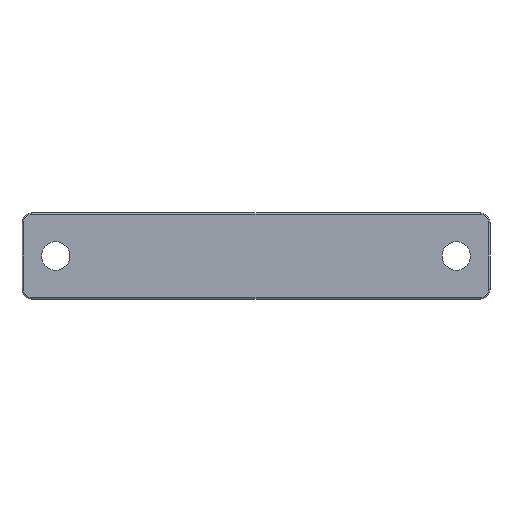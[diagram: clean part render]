
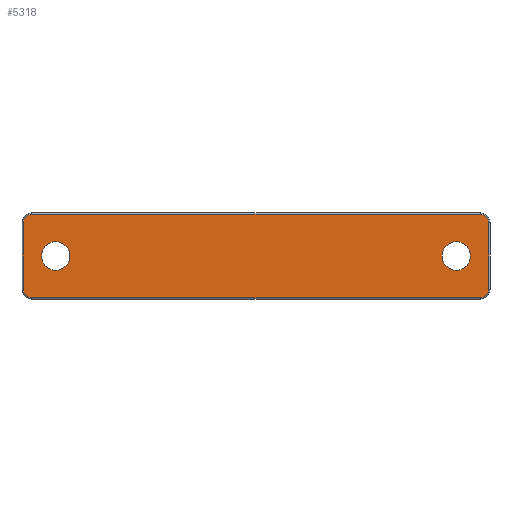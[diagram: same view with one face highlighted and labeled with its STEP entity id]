
A CAD part, front view. The second image highlights one B-rep face of the part: STEP entity #5318.
In plain terms, the highlighted planar face has unit normal (0, -1, 0).
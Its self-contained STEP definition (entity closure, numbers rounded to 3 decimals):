
#1101 = DIRECTION ( 'NONE',  ( 0., 1., 0. ) ) ;
#1142 = CIRCLE ( 'NONE', #1155, 2.15 ) ;
#1154 = DIRECTION ( 'NONE',  ( 0., 0., -1. ) ) ;
#1155 = AXIS2_PLACEMENT_3D ( 'NONE', #1166, #1101, #1154 ) ;
#1166 = CARTESIAN_POINT ( 'NONE',  ( 30.25, 0., 0. ) ) ;
#1221 = CIRCLE ( 'NONE', #1250, 2.15 ) ;
#1229 = CARTESIAN_POINT ( 'NONE',  ( 30.25, 0., 2.15 ) ) ;
#1231 = CARTESIAN_POINT ( 'NONE',  ( -30.25, 0., -2.15 ) ) ;
#1248 = DIRECTION ( 'NONE',  ( 0., 0., -1. ) ) ;
#1249 = DIRECTION ( 'NONE',  ( 0., 1., 0. ) ) ;
#1250 = AXIS2_PLACEMENT_3D ( 'NONE', #1329, #1249, #1248 ) ;
#1281 = CARTESIAN_POINT ( 'NONE',  ( -30.25, 0., 2.15 ) ) ;
#1329 = CARTESIAN_POINT ( 'NONE',  ( 30.25, 0., 0. ) ) ;
#1344 = DIRECTION ( 'NONE',  ( 0., 0., 1. ) ) ;
#1345 = AXIS2_PLACEMENT_3D ( 'NONE', #1350, #1374, #1344 ) ;
#1350 = CARTESIAN_POINT ( 'NONE',  ( -30.25, 0., 0. ) ) ;
#1352 = CARTESIAN_POINT ( 'NONE',  ( 30.25, 0., -2.15 ) ) ;
#1374 = DIRECTION ( 'NONE',  ( 0., 1., 0. ) ) ;
#1397 = CIRCLE ( 'NONE', #1345, 2.15 ) ;
#1475 = LINE ( 'NONE', #1500, #1499 ) ;
#1481 = DIRECTION ( 'NONE',  ( 0., 1., 0. ) ) ;
#1498 = DIRECTION ( 'NONE',  ( -1., 0., 0. ) ) ;
#1499 = VECTOR ( 'NONE', #1498, 1000. ) ;
#1500 = CARTESIAN_POINT ( 'NONE',  ( -33.85, 0., 6.3 ) ) ;
#1514 = AXIS2_PLACEMENT_3D ( 'NONE', #1569, #1481, #1561 ) ;
#1528 = CARTESIAN_POINT ( 'NONE',  ( -35.15, 0., 5. ) ) ;
#1547 = CIRCLE ( 'NONE', #1514, 2.15 ) ;
#1561 = DIRECTION ( 'NONE',  ( 0., 0., 1. ) ) ;
#1569 = CARTESIAN_POINT ( 'NONE',  ( -30.25, 0., 0. ) ) ;
#1579 = CARTESIAN_POINT ( 'NONE',  ( 33.85, 0., 6.3 ) ) ;
#1580 = CARTESIAN_POINT ( 'NONE',  ( 33.85, 0., -6.3 ) ) ;
#1582 = CARTESIAN_POINT ( 'NONE',  ( -33.85, 0., -6.3 ) ) ;
#1602 = DIRECTION ( 'NONE',  ( 0., 0., -1. ) ) ;
#1603 = DIRECTION ( 'NONE',  ( 0., -1., 0. ) ) ;
#1604 = CARTESIAN_POINT ( 'NONE',  ( 33.85, 0., -5. ) ) ;
#1605 = AXIS2_PLACEMENT_3D ( 'NONE', #1604, #1603, #1602 ) ;
#1650 = CARTESIAN_POINT ( 'NONE',  ( -33.85, 0., 6.3 ) ) ;
#1656 = CARTESIAN_POINT ( 'NONE',  ( -35.15, 0., -5. ) ) ;
#1670 = CARTESIAN_POINT ( 'NONE',  ( 35.15, 0., 5. ) ) ;
#1677 = CIRCLE ( 'NONE', #1605, 1.3 ) ;
#1690 = CARTESIAN_POINT ( 'NONE',  ( 35.15, 0., -5. ) ) ;
#1691 = DIRECTION ( 'NONE',  ( 0., 0., -1. ) ) ;
#1723 = PLANE ( 'NONE',  #1737 ) ;
#1724 = LINE ( 'NONE', #1740, #1739 ) ;
#1725 = CARTESIAN_POINT ( 'NONE',  ( 35.35, 0., -6.5 ) ) ;
#1726 = DIRECTION ( 'NONE',  ( 0., 0., 1. ) ) ;
#1727 = VECTOR ( 'NONE', #1726, 1000. ) ;
#1728 = CARTESIAN_POINT ( 'NONE',  ( 35.15, 0., 5. ) ) ;
#1729 = LINE ( 'NONE', #1728, #1727 ) ;
#1730 = CARTESIAN_POINT ( 'NONE',  ( -33.85, 0., 5. ) ) ;
#1735 = FACE_BOUND ( 'NONE', #5297, .T. ) ;
#1737 = AXIS2_PLACEMENT_3D ( 'NONE', #1725, #1761, #1760 ) ;
#1738 = DIRECTION ( 'NONE',  ( 0., 0., -1. ) ) ;
#1739 = VECTOR ( 'NONE', #1738, 1000. ) ;
#1740 = CARTESIAN_POINT ( 'NONE',  ( -35.15, 0., -5. ) ) ;
#1741 = FACE_BOUND ( 'NONE', #5293, .T. ) ;
#1742 = CIRCLE ( 'NONE', #1805, 1.3 ) ;
#1756 = CIRCLE ( 'NONE', #1798, 1.3 ) ;
#1757 = AXIS2_PLACEMENT_3D ( 'NONE', #1730, #1793, #1792 ) ;
#1758 = CIRCLE ( 'NONE', #1757, 1.3 ) ;
#1760 = DIRECTION ( 'NONE',  ( 0., 0., -1. ) ) ;
#1761 = DIRECTION ( 'NONE',  ( 0., -1., 0. ) ) ;
#1766 = FACE_OUTER_BOUND ( 'NONE', #5299, .T. ) ;
#1767 = DIRECTION ( 'NONE',  ( 0., 0., -1. ) ) ;
#1768 = DIRECTION ( 'NONE',  ( 0., -1., 0. ) ) ;
#1769 = CARTESIAN_POINT ( 'NONE',  ( -33.85, 0., -5. ) ) ;
#1792 = DIRECTION ( 'NONE',  ( 0., 0., -1. ) ) ;
#1793 = DIRECTION ( 'NONE',  ( 0., -1., 0. ) ) ;
#1798 = AXIS2_PLACEMENT_3D ( 'NONE', #1823, #1814, #1691 ) ;
#1799 = DIRECTION ( 'NONE',  ( 1., 0., 0. ) ) ;
#1800 = VECTOR ( 'NONE', #1799, 1000. ) ;
#1801 = CARTESIAN_POINT ( 'NONE',  ( 33.85, 0., -6.3 ) ) ;
#1804 = LINE ( 'NONE', #1801, #1800 ) ;
#1805 = AXIS2_PLACEMENT_3D ( 'NONE', #1769, #1768, #1767 ) ;
#1814 = DIRECTION ( 'NONE',  ( 0., -1., 0. ) ) ;
#1823 = CARTESIAN_POINT ( 'NONE',  ( 33.85, 0., 5. ) ) ;
#4973 = EDGE_CURVE ( 'NONE', #5100, #5052, #1142, .T. ) ;
#5048 = VERTEX_POINT ( 'NONE', #1281 ) ;
#5052 = VERTEX_POINT ( 'NONE', #1229 ) ;
#5054 = VERTEX_POINT ( 'NONE', #1231 ) ;
#5065 = EDGE_CURVE ( 'NONE', #5052, #5100, #1221, .T. ) ;
#5100 = VERTEX_POINT ( 'NONE', #1352 ) ;
#5148 = EDGE_CURVE ( 'NONE', #5048, #5054, #1397, .T. ) ;
#5167 = EDGE_CURVE ( 'NONE', #5054, #5048, #1547, .T. ) ;
#5176 = ORIENTED_EDGE ( 'NONE', *, *, #4973, .T. ) ;
#5187 = VERTEX_POINT ( 'NONE', #1528 ) ;
#5198 = EDGE_CURVE ( 'NONE', #5253, #5206, #1475, .T. ) ;
#5204 = ORIENTED_EDGE ( 'NONE', *, *, #5313, .T. ) ;
#5205 = VERTEX_POINT ( 'NONE', #1656 ) ;
#5206 = VERTEX_POINT ( 'NONE', #1650 ) ;
#5207 = ORIENTED_EDGE ( 'NONE', *, *, #5290, .T. ) ;
#5212 = VERTEX_POINT ( 'NONE', #1582 ) ;
#5213 = ORIENTED_EDGE ( 'NONE', *, *, #5286, .T. ) ;
#5225 = VERTEX_POINT ( 'NONE', #1670 ) ;
#5252 = VERTEX_POINT ( 'NONE', #1580 ) ;
#5253 = VERTEX_POINT ( 'NONE', #1579 ) ;
#5254 = EDGE_CURVE ( 'NONE', #5252, #5268, #1677, .T. ) ;
#5258 = ORIENTED_EDGE ( 'NONE', *, *, #5306, .T. ) ;
#5267 = ORIENTED_EDGE ( 'NONE', *, *, #5308, .T. ) ;
#5268 = VERTEX_POINT ( 'NONE', #1690 ) ;
#5269 = ORIENTED_EDGE ( 'NONE', *, *, #5254, .T. ) ;
#5283 = ORIENTED_EDGE ( 'NONE', *, *, #5198, .T. ) ;
#5285 = ORIENTED_EDGE ( 'NONE', *, *, #5065, .T. ) ;
#5286 = EDGE_CURVE ( 'NONE', #5225, #5253, #1756, .T. ) ;
#5290 = EDGE_CURVE ( 'NONE', #5206, #5187, #1758, .T. ) ;
#5293 = EDGE_LOOP ( 'NONE', ( #5316, #5295 ) ) ;
#5295 = ORIENTED_EDGE ( 'NONE', *, *, #5167, .T. ) ;
#5297 = EDGE_LOOP ( 'NONE', ( #5285, #5176 ) ) ;
#5299 = EDGE_LOOP ( 'NONE', ( #5283, #5207, #5204, #5314, #5258, #5269, #5267, #5213 ) ) ;
#5306 = EDGE_CURVE ( 'NONE', #5212, #5252, #1804, .T. ) ;
#5308 = EDGE_CURVE ( 'NONE', #5268, #5225, #1729, .T. ) ;
#5313 = EDGE_CURVE ( 'NONE', #5187, #5205, #1724, .T. ) ;
#5314 = ORIENTED_EDGE ( 'NONE', *, *, #5315, .T. ) ;
#5315 = EDGE_CURVE ( 'NONE', #5205, #5212, #1742, .T. ) ;
#5316 = ORIENTED_EDGE ( 'NONE', *, *, #5148, .T. ) ;
#5318 = ADVANCED_FACE ( 'NONE', ( #1766, #1735, #1741 ), #1723, .T. ) ;
